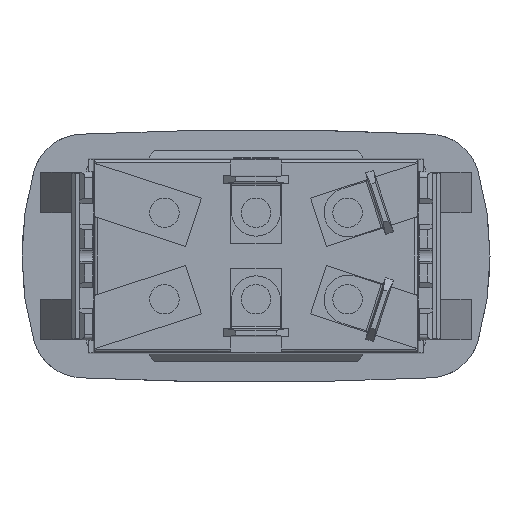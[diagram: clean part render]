
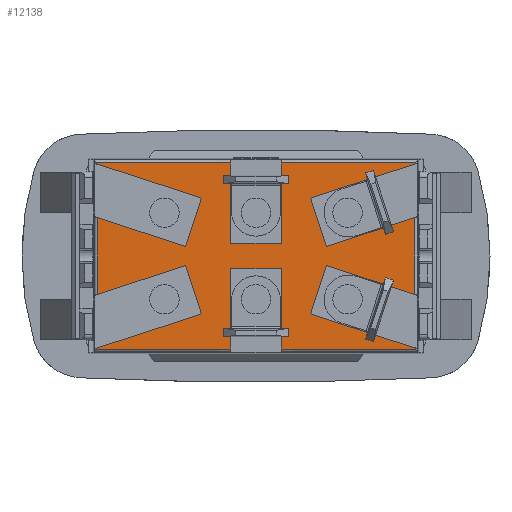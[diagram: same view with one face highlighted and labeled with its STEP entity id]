
A CAD part, front view. The second image highlights one B-rep face of the part: STEP entity #12138.
In plain terms, the highlighted planar face has unit normal (0, -1, 0).
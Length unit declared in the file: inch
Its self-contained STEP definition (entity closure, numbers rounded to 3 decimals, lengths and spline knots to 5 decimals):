
#216=PLANE('',#12895);
#738=FACE_OUTER_BOUND('',#1387,.T.);
#1387=EDGE_LOOP('',(#9050,#9051,#9052,#9053,#9054,#9055,#9056,#9057,#9058,
#9059,#9060,#9061,#9062,#9063,#9064,#9065,#9066,#9067,#9068,#9069,#9070,
#9071,#9072,#9073,#9074,#9075,#9076,#9077));
#2679=LINE('',#18530,#4166);
#2680=LINE('',#18532,#4167);
#2681=LINE('',#18534,#4168);
#2682=LINE('',#18536,#4169);
#2683=LINE('',#18538,#4170);
#2684=LINE('',#18540,#4171);
#2685=LINE('',#18542,#4172);
#2686=LINE('',#18544,#4173);
#2687=LINE('',#18546,#4174);
#2688=LINE('',#18548,#4175);
#2689=LINE('',#18550,#4176);
#2690=LINE('',#18552,#4177);
#2691=LINE('',#18554,#4178);
#2692=LINE('',#18556,#4179);
#2693=LINE('',#18558,#4180);
#2694=LINE('',#18560,#4181);
#2695=LINE('',#18562,#4182);
#2696=LINE('',#18564,#4183);
#2697=LINE('',#18566,#4184);
#2698=LINE('',#18568,#4185);
#2699=LINE('',#18570,#4186);
#2700=LINE('',#18572,#4187);
#2701=LINE('',#18574,#4188);
#2702=LINE('',#18576,#4189);
#2703=LINE('',#18578,#4190);
#2704=LINE('',#18580,#4191);
#2705=LINE('',#18582,#4192);
#2706=LINE('',#18583,#4193);
#4166=VECTOR('',#14521,0.3598);
#4167=VECTOR('',#14522,0.2968);
#4168=VECTOR('',#14523,0.3598);
#4169=VECTOR('',#14524,0.19685);
#4170=VECTOR('',#14525,0.42376);
#4171=VECTOR('',#14526,0.00451);
#4172=VECTOR('',#14527,0.51618);
#4173=VECTOR('',#14528,0.31068);
#4174=VECTOR('',#14529,0.19685);
#4175=VECTOR('',#14530,0.31068);
#4176=VECTOR('',#14531,0.51618);
#4177=VECTOR('',#14532,0.00451);
#4178=VECTOR('',#14533,0.42376);
#4179=VECTOR('',#14534,0.19685);
#4180=VECTOR('',#14535,0.3598);
#4181=VECTOR('',#14536,0.2968);
#4182=VECTOR('',#14537,0.3598);
#4183=VECTOR('',#14538,0.19685);
#4184=VECTOR('',#14539,0.42376);
#4185=VECTOR('',#14540,0.00451);
#4186=VECTOR('',#14541,0.51618);
#4187=VECTOR('',#14542,0.31068);
#4188=VECTOR('',#14543,0.19685);
#4189=VECTOR('',#14544,0.31068);
#4190=VECTOR('',#14545,0.51618);
#4191=VECTOR('',#14546,0.00451);
#4192=VECTOR('',#14547,0.42376);
#4193=VECTOR('',#14548,0.19685);
#5630=VERTEX_POINT('',#18528);
#5631=VERTEX_POINT('',#18529);
#5632=VERTEX_POINT('',#18531);
#5633=VERTEX_POINT('',#18533);
#5634=VERTEX_POINT('',#18535);
#5635=VERTEX_POINT('',#18537);
#5636=VERTEX_POINT('',#18539);
#5637=VERTEX_POINT('',#18541);
#5638=VERTEX_POINT('',#18543);
#5639=VERTEX_POINT('',#18545);
#5640=VERTEX_POINT('',#18547);
#5641=VERTEX_POINT('',#18549);
#5642=VERTEX_POINT('',#18551);
#5643=VERTEX_POINT('',#18553);
#5644=VERTEX_POINT('',#18555);
#5645=VERTEX_POINT('',#18557);
#5646=VERTEX_POINT('',#18559);
#5647=VERTEX_POINT('',#18561);
#5648=VERTEX_POINT('',#18563);
#5649=VERTEX_POINT('',#18565);
#5650=VERTEX_POINT('',#18567);
#5651=VERTEX_POINT('',#18569);
#5652=VERTEX_POINT('',#18571);
#5653=VERTEX_POINT('',#18573);
#5654=VERTEX_POINT('',#18575);
#5655=VERTEX_POINT('',#18577);
#5656=VERTEX_POINT('',#18579);
#5657=VERTEX_POINT('',#18581);
#6964=EDGE_CURVE('',#5630,#5631,#2679,.T.);
#6965=EDGE_CURVE('',#5630,#5632,#2680,.F.);
#6966=EDGE_CURVE('',#5633,#5632,#2681,.T.);
#6967=EDGE_CURVE('',#5634,#5633,#2682,.T.);
#6968=EDGE_CURVE('',#5635,#5634,#2683,.T.);
#6969=EDGE_CURVE('',#5635,#5636,#2684,.F.);
#6970=EDGE_CURVE('',#5636,#5637,#2685,.T.);
#6971=EDGE_CURVE('',#5638,#5637,#2686,.T.);
#6972=EDGE_CURVE('',#5639,#5638,#2687,.T.);
#6973=EDGE_CURVE('',#5640,#5639,#2688,.T.);
#6974=EDGE_CURVE('',#5640,#5641,#2689,.T.);
#6975=EDGE_CURVE('',#5641,#5642,#2690,.F.);
#6976=EDGE_CURVE('',#5643,#5642,#2691,.T.);
#6977=EDGE_CURVE('',#5644,#5643,#2692,.T.);
#6978=EDGE_CURVE('',#5645,#5644,#2693,.T.);
#6979=EDGE_CURVE('',#5645,#5646,#2694,.F.);
#6980=EDGE_CURVE('',#5647,#5646,#2695,.T.);
#6981=EDGE_CURVE('',#5648,#5647,#2696,.T.);
#6982=EDGE_CURVE('',#5649,#5648,#2697,.T.);
#6983=EDGE_CURVE('',#5649,#5650,#2698,.F.);
#6984=EDGE_CURVE('',#5650,#5651,#2699,.T.);
#6985=EDGE_CURVE('',#5652,#5651,#2700,.T.);
#6986=EDGE_CURVE('',#5653,#5652,#2701,.T.);
#6987=EDGE_CURVE('',#5654,#5653,#2702,.T.);
#6988=EDGE_CURVE('',#5654,#5655,#2703,.T.);
#6989=EDGE_CURVE('',#5655,#5656,#2704,.F.);
#6990=EDGE_CURVE('',#5657,#5656,#2705,.T.);
#6991=EDGE_CURVE('',#5631,#5657,#2706,.T.);
#9050=ORIENTED_EDGE('',*,*,#6964,.F.);
#9051=ORIENTED_EDGE('',*,*,#6965,.T.);
#9052=ORIENTED_EDGE('',*,*,#6966,.F.);
#9053=ORIENTED_EDGE('',*,*,#6967,.F.);
#9054=ORIENTED_EDGE('',*,*,#6968,.F.);
#9055=ORIENTED_EDGE('',*,*,#6969,.T.);
#9056=ORIENTED_EDGE('',*,*,#6970,.T.);
#9057=ORIENTED_EDGE('',*,*,#6971,.F.);
#9058=ORIENTED_EDGE('',*,*,#6972,.F.);
#9059=ORIENTED_EDGE('',*,*,#6973,.F.);
#9060=ORIENTED_EDGE('',*,*,#6974,.T.);
#9061=ORIENTED_EDGE('',*,*,#6975,.T.);
#9062=ORIENTED_EDGE('',*,*,#6976,.F.);
#9063=ORIENTED_EDGE('',*,*,#6977,.F.);
#9064=ORIENTED_EDGE('',*,*,#6978,.F.);
#9065=ORIENTED_EDGE('',*,*,#6979,.T.);
#9066=ORIENTED_EDGE('',*,*,#6980,.F.);
#9067=ORIENTED_EDGE('',*,*,#6981,.F.);
#9068=ORIENTED_EDGE('',*,*,#6982,.F.);
#9069=ORIENTED_EDGE('',*,*,#6983,.T.);
#9070=ORIENTED_EDGE('',*,*,#6984,.T.);
#9071=ORIENTED_EDGE('',*,*,#6985,.F.);
#9072=ORIENTED_EDGE('',*,*,#6986,.F.);
#9073=ORIENTED_EDGE('',*,*,#6987,.F.);
#9074=ORIENTED_EDGE('',*,*,#6988,.T.);
#9075=ORIENTED_EDGE('',*,*,#6989,.T.);
#9076=ORIENTED_EDGE('',*,*,#6990,.F.);
#9077=ORIENTED_EDGE('',*,*,#6991,.F.);
#12138=ADVANCED_FACE('',(#738),#216,.T.);
#12895=AXIS2_PLACEMENT_3D('',#18527,#14519,#14520);
#14519=DIRECTION('center_axis',(0.,-1.,0.));
#14520=DIRECTION('ref_axis',(0.,0.,-1.));
#14521=DIRECTION('',(-0.951,0.,0.309));
#14522=DIRECTION('',(0.,0.,-1.));
#14523=DIRECTION('',(0.951,0.,0.309));
#14524=DIRECTION('',(0.309,0.,-0.951));
#14525=DIRECTION('',(-0.951,0.,-0.309));
#14526=DIRECTION('',(0.,0.,-1.));
#14527=DIRECTION('',(-1.,0.,0.));
#14528=DIRECTION('',(0.,0.,1.));
#14529=DIRECTION('',(1.,0.,0.));
#14530=DIRECTION('',(0.,0.,-1.));
#14531=DIRECTION('',(-1.,0.,0.));
#14532=DIRECTION('',(0.,0.,1.));
#14533=DIRECTION('',(-0.951,0.,0.309));
#14534=DIRECTION('',(0.309,0.,0.951));
#14535=DIRECTION('',(0.951,0.,-0.309));
#14536=DIRECTION('',(0.,0.,1.));
#14537=DIRECTION('',(-0.951,0.,-0.309));
#14538=DIRECTION('',(-0.309,0.,0.951));
#14539=DIRECTION('',(0.951,0.,0.309));
#14540=DIRECTION('',(0.,0.,1.));
#14541=DIRECTION('',(1.,0.,0.));
#14542=DIRECTION('',(0.,0.,-1.));
#14543=DIRECTION('',(-1.,0.,0.));
#14544=DIRECTION('',(0.,0.,1.));
#14545=DIRECTION('',(1.,0.,0.));
#14546=DIRECTION('',(0.,0.,-1.));
#14547=DIRECTION('',(0.951,0.,-0.309));
#14548=DIRECTION('',(-0.309,0.,-0.951));
#18527=CARTESIAN_POINT('Origin',(-0.62992,-0.72835,0.3752));
#18528=CARTESIAN_POINT('',(0.61461,-0.72835,-0.1484));
#18529=CARTESIAN_POINT('',(0.27242,-0.72835,-0.03722));
#18530=CARTESIAN_POINT('',(0.61461,-0.72835,-0.1484));
#18531=CARTESIAN_POINT('',(0.61461,-0.72835,0.1484));
#18532=CARTESIAN_POINT('',(0.61461,-0.72835,0.1484));
#18533=CARTESIAN_POINT('',(0.27242,-0.72835,0.03722));
#18534=CARTESIAN_POINT('',(0.27242,-0.72835,0.03722));
#18535=CARTESIAN_POINT('',(0.21159,-0.72835,0.22443));
#18536=CARTESIAN_POINT('',(0.21159,-0.72835,0.22443));
#18537=CARTESIAN_POINT('',(0.61461,-0.72835,0.35538));
#18538=CARTESIAN_POINT('',(0.61461,-0.72835,0.35538));
#18539=CARTESIAN_POINT('',(0.61461,-0.72835,0.35989));
#18540=CARTESIAN_POINT('',(0.61461,-0.72835,0.35989));
#18541=CARTESIAN_POINT('',(0.09843,-0.72835,0.35989));
#18542=CARTESIAN_POINT('',(0.61461,-0.72835,0.35989));
#18543=CARTESIAN_POINT('',(0.09843,-0.72835,0.04921));
#18544=CARTESIAN_POINT('',(0.09843,-0.72835,0.04921));
#18545=CARTESIAN_POINT('',(-0.09843,-0.72835,0.04921));
#18546=CARTESIAN_POINT('',(-0.09843,-0.72835,0.04921));
#18547=CARTESIAN_POINT('',(-0.09843,-0.72835,0.35989));
#18548=CARTESIAN_POINT('',(-0.09843,-0.72835,0.35989));
#18549=CARTESIAN_POINT('',(-0.61461,-0.72835,0.35989));
#18550=CARTESIAN_POINT('',(-0.09843,-0.72835,0.35989));
#18551=CARTESIAN_POINT('',(-0.61461,-0.72835,0.35538));
#18552=CARTESIAN_POINT('',(-0.61461,-0.72835,0.35538));
#18553=CARTESIAN_POINT('',(-0.21159,-0.72835,0.22443));
#18554=CARTESIAN_POINT('',(-0.21159,-0.72835,0.22443));
#18555=CARTESIAN_POINT('',(-0.27242,-0.72835,0.03722));
#18556=CARTESIAN_POINT('',(-0.27242,-0.72835,0.03722));
#18557=CARTESIAN_POINT('',(-0.61461,-0.72835,0.1484));
#18558=CARTESIAN_POINT('',(-0.61461,-0.72835,0.1484));
#18559=CARTESIAN_POINT('',(-0.61461,-0.72835,-0.1484));
#18560=CARTESIAN_POINT('',(-0.61461,-0.72835,-0.1484));
#18561=CARTESIAN_POINT('',(-0.27242,-0.72835,-0.03722));
#18562=CARTESIAN_POINT('',(-0.27242,-0.72835,-0.03722));
#18563=CARTESIAN_POINT('',(-0.21159,-0.72835,-0.22443));
#18564=CARTESIAN_POINT('',(-0.21159,-0.72835,-0.22443));
#18565=CARTESIAN_POINT('',(-0.61461,-0.72835,-0.35538));
#18566=CARTESIAN_POINT('',(-0.61461,-0.72835,-0.35538));
#18567=CARTESIAN_POINT('',(-0.61461,-0.72835,-0.35989));
#18568=CARTESIAN_POINT('',(-0.61461,-0.72835,-0.35989));
#18569=CARTESIAN_POINT('',(-0.09843,-0.72835,-0.35989));
#18570=CARTESIAN_POINT('',(-0.61461,-0.72835,-0.35989));
#18571=CARTESIAN_POINT('',(-0.09843,-0.72835,-0.04921));
#18572=CARTESIAN_POINT('',(-0.09843,-0.72835,-0.04921));
#18573=CARTESIAN_POINT('',(0.09843,-0.72835,-0.04921));
#18574=CARTESIAN_POINT('',(0.09843,-0.72835,-0.04921));
#18575=CARTESIAN_POINT('',(0.09843,-0.72835,-0.35989));
#18576=CARTESIAN_POINT('',(0.09843,-0.72835,-0.35989));
#18577=CARTESIAN_POINT('',(0.61461,-0.72835,-0.35989));
#18578=CARTESIAN_POINT('',(0.09843,-0.72835,-0.35989));
#18579=CARTESIAN_POINT('',(0.61461,-0.72835,-0.35538));
#18580=CARTESIAN_POINT('',(0.61461,-0.72835,-0.35538));
#18581=CARTESIAN_POINT('',(0.21159,-0.72835,-0.22443));
#18582=CARTESIAN_POINT('',(0.21159,-0.72835,-0.22443));
#18583=CARTESIAN_POINT('',(0.27242,-0.72835,-0.03722));
